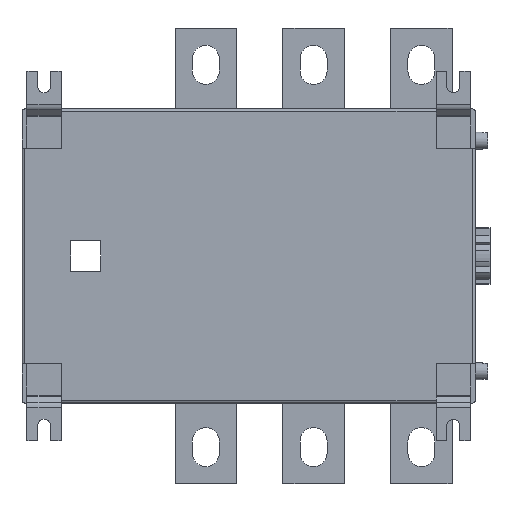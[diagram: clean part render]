
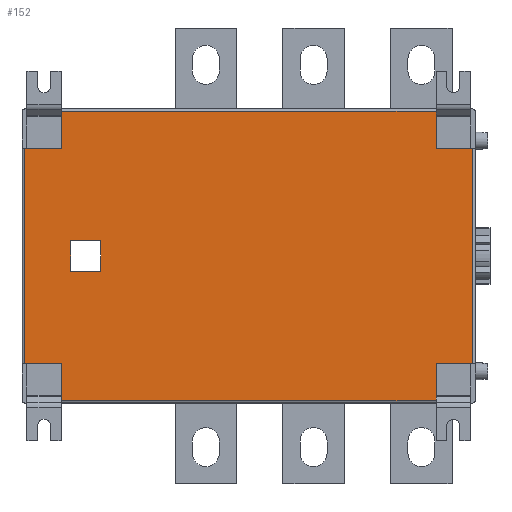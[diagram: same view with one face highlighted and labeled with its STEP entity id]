
A CAD part, front view. The second image highlights one B-rep face of the part: STEP entity #152.
In plain terms, the highlighted planar face has unit normal (0, -1, 0).
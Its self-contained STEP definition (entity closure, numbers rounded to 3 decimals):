
#152 = ADVANCED_FACE ( 'NONE', ( #21961, #19135 ), #15402, .T. ) ;
#174 = CARTESIAN_POINT ( 'NONE',  ( 92.5, 0., -44. ) ) ;
#224 = EDGE_CURVE ( 'NONE', #16390, #20263, #8415, .T. ) ;
#362 = DIRECTION ( 'NONE',  ( 0., 0., -1. ) ) ;
#378 = CARTESIAN_POINT ( 'NONE',  ( 76.5, 0., 59. ) ) ;
#806 = ORIENTED_EDGE ( 'NONE', *, *, #19862, .F. ) ;
#1018 = VERTEX_POINT ( 'NONE', #9861 ) ;
#1361 = CARTESIAN_POINT ( 'NONE',  ( 76.5, 0., -59. ) ) ;
#1632 = CARTESIAN_POINT ( 'NONE',  ( -91.5, 0., -44. ) ) ;
#1638 = VERTEX_POINT ( 'NONE', #12604 ) ;
#1842 = VERTEX_POINT ( 'NONE', #20463 ) ;
#1858 = LINE ( 'NONE', #15337, #6356 ) ;
#2334 = EDGE_CURVE ( 'NONE', #6306, #12450, #15006, .T. ) ;
#2585 = ORIENTED_EDGE ( 'NONE', *, *, #2334, .F. ) ;
#2774 = DIRECTION ( 'NONE',  ( 0., 0., 1. ) ) ;
#2802 = DIRECTION ( 'NONE',  ( 0., -1., 0. ) ) ;
#3321 = CARTESIAN_POINT ( 'NONE',  ( -76.5, 0., 59. ) ) ;
#3419 = LINE ( 'NONE', #1632, #15811 ) ;
#3895 = DIRECTION ( 'NONE',  ( 0., 0., -1. ) ) ;
#4013 = ORIENTED_EDGE ( 'NONE', *, *, #7503, .T. ) ;
#4168 = LINE ( 'NONE', #8584, #18835 ) ;
#4170 = EDGE_CURVE ( 'NONE', #1638, #21321, #3419, .T. ) ;
#4534 = DIRECTION ( 'NONE',  ( 1., 0., 0. ) ) ;
#4695 = CARTESIAN_POINT ( 'NONE',  ( -60.35, 0., -6.15 ) ) ;
#4811 = VECTOR ( 'NONE', #22174, 1000. ) ;
#5100 = ORIENTED_EDGE ( 'NONE', *, *, #14838, .T. ) ;
#5153 = ORIENTED_EDGE ( 'NONE', *, *, #17883, .T. ) ;
#5229 = CARTESIAN_POINT ( 'NONE',  ( -76.5, 0., 44. ) ) ;
#5724 = LINE ( 'NONE', #7505, #7997 ) ;
#5799 = VECTOR ( 'NONE', #20422, 1000. ) ;
#5807 = EDGE_CURVE ( 'NONE', #1842, #19183, #4168, .T. ) ;
#6297 = ORIENTED_EDGE ( 'NONE', *, *, #14789, .T. ) ;
#6306 = VERTEX_POINT ( 'NONE', #5229 ) ;
#6356 = VECTOR ( 'NONE', #17159, 1000. ) ;
#6440 = EDGE_CURVE ( 'NONE', #19074, #7209, #7526, .T. ) ;
#6475 = CARTESIAN_POINT ( 'NONE',  ( 92.5, 0., 44. ) ) ;
#6571 = DIRECTION ( 'NONE',  ( 1., 0., 0. ) ) ;
#6575 = LINE ( 'NONE', #174, #19820 ) ;
#6949 = VECTOR ( 'NONE', #3895, 1000. ) ;
#6954 = VERTEX_POINT ( 'NONE', #7370 ) ;
#7038 = EDGE_CURVE ( 'NONE', #13766, #16390, #1858, .T. ) ;
#7209 = VERTEX_POINT ( 'NONE', #4695 ) ;
#7252 = ORIENTED_EDGE ( 'NONE', *, *, #4170, .T. ) ;
#7307 = CARTESIAN_POINT ( 'NONE',  ( -60.35, 0., -6.15 ) ) ;
#7370 = CARTESIAN_POINT ( 'NONE',  ( -72.65, 0., -6.15 ) ) ;
#7503 = EDGE_CURVE ( 'NONE', #7209, #6954, #23010, .T. ) ;
#7505 = CARTESIAN_POINT ( 'NONE',  ( -60.35, 0., 6.15 ) ) ;
#7526 = LINE ( 'NONE', #14690, #6949 ) ;
#7539 = VECTOR ( 'NONE', #13289, 1000. ) ;
#7860 = CARTESIAN_POINT ( 'NONE',  ( -92.5, 0., -44. ) ) ;
#7997 = VECTOR ( 'NONE', #22094, 1000. ) ;
#8137 = CARTESIAN_POINT ( 'NONE',  ( -76.5, 0., -44. ) ) ;
#8332 = VECTOR ( 'NONE', #11087, 1000. ) ;
#8363 = CARTESIAN_POINT ( 'NONE',  ( -72.65, 0., -6.15 ) ) ;
#8388 = ORIENTED_EDGE ( 'NONE', *, *, #12817, .F. ) ;
#8391 = DIRECTION ( 'NONE',  ( 0., 0., -1. ) ) ;
#8415 = LINE ( 'NONE', #6475, #20232 ) ;
#8584 = CARTESIAN_POINT ( 'NONE',  ( 76.5, 0., -59. ) ) ;
#8629 = VECTOR ( 'NONE', #6571, 1000. ) ;
#8914 = CARTESIAN_POINT ( 'NONE',  ( 76.5, 0., 44. ) ) ;
#9566 = CARTESIAN_POINT ( 'NONE',  ( -76.5, 0., -60. ) ) ;
#9861 = CARTESIAN_POINT ( 'NONE',  ( 76.5, 0., -44. ) ) ;
#10848 = EDGE_LOOP ( 'NONE', ( #6297, #21803, #21520, #4013 ) ) ;
#10964 = CARTESIAN_POINT ( 'NONE',  ( 91.5, 0., 44. ) ) ;
#11087 = DIRECTION ( 'NONE',  ( -1., 0., 0. ) ) ;
#11308 = LINE ( 'NONE', #14341, #22883 ) ;
#11553 = VERTEX_POINT ( 'NONE', #20309 ) ;
#12450 = VERTEX_POINT ( 'NONE', #17268 ) ;
#12604 = CARTESIAN_POINT ( 'NONE',  ( -91.5, 0., 44. ) ) ;
#12745 = LINE ( 'NONE', #3321, #19271 ) ;
#12817 = EDGE_CURVE ( 'NONE', #1638, #6306, #13409, .T. ) ;
#13289 = DIRECTION ( 'NONE',  ( -1., 0., 0. ) ) ;
#13409 = LINE ( 'NONE', #20752, #8629 ) ;
#13650 = CARTESIAN_POINT ( 'NONE',  ( -60.35, 0., 6.15 ) ) ;
#13766 = VERTEX_POINT ( 'NONE', #378 ) ;
#13968 = ORIENTED_EDGE ( 'NONE', *, *, #224, .F. ) ;
#14057 = ORIENTED_EDGE ( 'NONE', *, *, #5807, .T. ) ;
#14341 = CARTESIAN_POINT ( 'NONE',  ( 76.5, 0., -60. ) ) ;
#14690 = CARTESIAN_POINT ( 'NONE',  ( -60.35, 0., -6.15 ) ) ;
#14712 = VECTOR ( 'NONE', #20044, 1000. ) ;
#14789 = EDGE_CURVE ( 'NONE', #6954, #11553, #22080, .T. ) ;
#14838 = EDGE_CURVE ( 'NONE', #13766, #12450, #12745, .T. ) ;
#15006 = LINE ( 'NONE', #16449, #14712 ) ;
#15017 = VERTEX_POINT ( 'NONE', #21825 ) ;
#15337 = CARTESIAN_POINT ( 'NONE',  ( 76.5, 0., 60. ) ) ;
#15402 = PLANE ( 'NONE',  #22142 ) ;
#15791 = EDGE_CURVE ( 'NONE', #11553, #19074, #5724, .T. ) ;
#15811 = VECTOR ( 'NONE', #362, 1000. ) ;
#15828 = EDGE_CURVE ( 'NONE', #15017, #1018, #6575, .T. ) ;
#16390 = VERTEX_POINT ( 'NONE', #8914 ) ;
#16449 = CARTESIAN_POINT ( 'NONE',  ( -76.5, 0., 60. ) ) ;
#17159 = DIRECTION ( 'NONE',  ( 0., 0., -1. ) ) ;
#17268 = CARTESIAN_POINT ( 'NONE',  ( -76.5, 0., 59. ) ) ;
#17291 = VECTOR ( 'NONE', #2774, 1000. ) ;
#17373 = ORIENTED_EDGE ( 'NONE', *, *, #7038, .F. ) ;
#17525 = VERTEX_POINT ( 'NONE', #8137 ) ;
#17631 = EDGE_CURVE ( 'NONE', #1018, #19183, #11308, .T. ) ;
#17735 = DIRECTION ( 'NONE',  ( -1., 0., 0. ) ) ;
#17800 = DIRECTION ( 'NONE',  ( 1., 0., 0. ) ) ;
#17883 = EDGE_CURVE ( 'NONE', #15017, #20263, #20296, .T. ) ;
#17950 = ORIENTED_EDGE ( 'NONE', *, *, #17631, .F. ) ;
#18041 = DIRECTION ( 'NONE',  ( 0., 0., -1. ) ) ;
#18395 = DIRECTION ( 'NONE',  ( -1., 0., 0. ) ) ;
#18404 = CARTESIAN_POINT ( 'NONE',  ( 91.5, 0., 44. ) ) ;
#18435 = CARTESIAN_POINT ( 'NONE',  ( -91.5, 0., -44. ) ) ;
#18835 = VECTOR ( 'NONE', #17800, 1000. ) ;
#19074 = VERTEX_POINT ( 'NONE', #13650 ) ;
#19135 = FACE_BOUND ( 'NONE', #10848, .T. ) ;
#19183 = VERTEX_POINT ( 'NONE', #1361 ) ;
#19271 = VECTOR ( 'NONE', #17735, 1000. ) ;
#19331 = LINE ( 'NONE', #9566, #5799 ) ;
#19820 = VECTOR ( 'NONE', #18395, 1000. ) ;
#19862 = EDGE_CURVE ( 'NONE', #17525, #21321, #20203, .T. ) ;
#20044 = DIRECTION ( 'NONE',  ( 0., 0., 1. ) ) ;
#20091 = ORIENTED_EDGE ( 'NONE', *, *, #15828, .F. ) ;
#20203 = LINE ( 'NONE', #7860, #7539 ) ;
#20232 = VECTOR ( 'NONE', #4534, 1000. ) ;
#20263 = VERTEX_POINT ( 'NONE', #10964 ) ;
#20296 = LINE ( 'NONE', #18404, #4811 ) ;
#20309 = CARTESIAN_POINT ( 'NONE',  ( -72.65, 0., 6.15 ) ) ;
#20422 = DIRECTION ( 'NONE',  ( 0., 0., 1. ) ) ;
#20463 = CARTESIAN_POINT ( 'NONE',  ( -76.5, 0., -59. ) ) ;
#20472 = EDGE_LOOP ( 'NONE', ( #8388, #7252, #806, #21196, #14057, #17950, #20091, #5153, #13968, #17373, #5100, #2585 ) ) ;
#20752 = CARTESIAN_POINT ( 'NONE',  ( -92.5, 0., 44. ) ) ;
#21196 = ORIENTED_EDGE ( 'NONE', *, *, #21739, .F. ) ;
#21321 = VERTEX_POINT ( 'NONE', #18435 ) ;
#21520 = ORIENTED_EDGE ( 'NONE', *, *, #6440, .T. ) ;
#21739 = EDGE_CURVE ( 'NONE', #1842, #17525, #19331, .T. ) ;
#21803 = ORIENTED_EDGE ( 'NONE', *, *, #15791, .T. ) ;
#21825 = CARTESIAN_POINT ( 'NONE',  ( 91.5, 0., -44. ) ) ;
#21961 = FACE_OUTER_BOUND ( 'NONE', #20472, .T. ) ;
#22080 = LINE ( 'NONE', #8363, #17291 ) ;
#22094 = DIRECTION ( 'NONE',  ( 1., 0., 0. ) ) ;
#22142 = AXIS2_PLACEMENT_3D ( 'NONE', #22728, #2802, #8391 ) ;
#22174 = DIRECTION ( 'NONE',  ( 0., 0., 1. ) ) ;
#22728 = CARTESIAN_POINT ( 'NONE',  ( 0., 0., 0. ) ) ;
#22883 = VECTOR ( 'NONE', #18041, 1000. ) ;
#23010 = LINE ( 'NONE', #7307, #8332 ) ;
